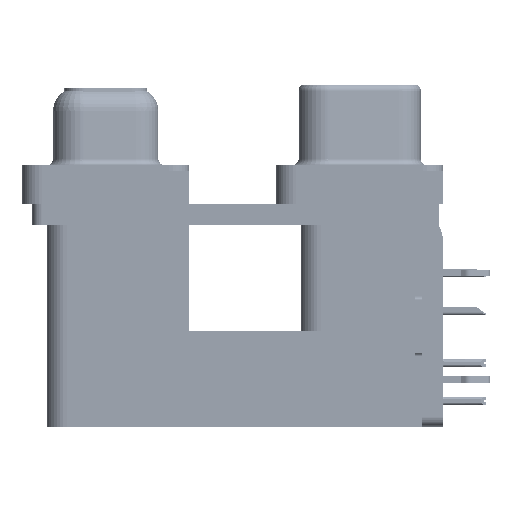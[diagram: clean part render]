
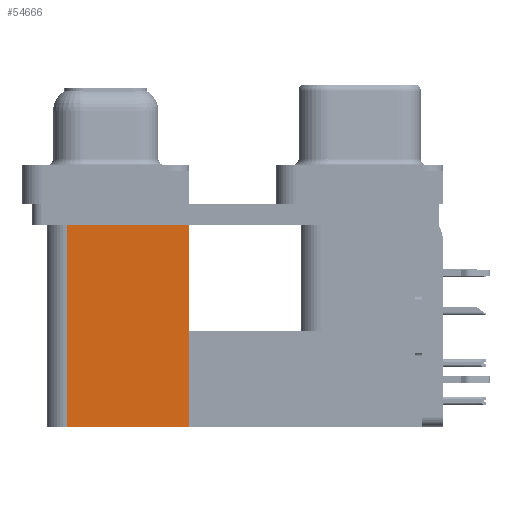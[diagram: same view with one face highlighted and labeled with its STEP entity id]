
A CAD part, left-side view. The second image highlights one B-rep face of the part: STEP entity #54666.
In plain terms, the highlighted planar face has unit normal (-1, 0, 0).
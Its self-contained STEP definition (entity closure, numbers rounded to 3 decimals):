
#3492 = CARTESIAN_POINT ( 'NONE',  ( 3.79, 12.775, -19.2 ) ) ;
#4276 = VERTEX_POINT ( 'NONE', #11636 ) ;
#6826 = AXIS2_PLACEMENT_3D ( 'NONE', #36629, #69006, #69356 ) ;
#10278 = LINE ( 'NONE', #59007, #53256 ) ;
#10635 = DIRECTION ( 'NONE',  ( 0., 1., 0. ) ) ;
#11636 = CARTESIAN_POINT ( 'NONE',  ( 3.79, 21.975, -2.5 ) ) ;
#13992 = VECTOR ( 'NONE', #58265, 1000. ) ;
#14280 = VERTEX_POINT ( 'NONE', #42708 ) ;
#15017 = LINE ( 'NONE', #20361, #21820 ) ;
#15402 = CARTESIAN_POINT ( 'NONE',  ( 3.79, 21.975, -19.2 ) ) ;
#19949 = FACE_OUTER_BOUND ( 'NONE', #54264, .T. ) ;
#20361 = CARTESIAN_POINT ( 'NONE',  ( 3.79, 12.775, -19.2 ) ) ;
#21820 = VECTOR ( 'NONE', #46674, 1000. ) ;
#26958 = ORIENTED_EDGE ( 'NONE', *, *, #52177, .F. ) ;
#27699 = ORIENTED_EDGE ( 'NONE', *, *, #53752, .T. ) ;
#35174 = ORIENTED_EDGE ( 'NONE', *, *, #50397, .T. ) ;
#36629 = CARTESIAN_POINT ( 'NONE',  ( 3.79, 12.775, -19.2 ) ) ;
#42014 = CARTESIAN_POINT ( 'NONE',  ( 3.79, 21.975, -19.2 ) ) ;
#42708 = CARTESIAN_POINT ( 'NONE',  ( 3.79, 12.775, -2.5 ) ) ;
#44511 = ORIENTED_EDGE ( 'NONE', *, *, #47175, .F. ) ;
#46022 = VERTEX_POINT ( 'NONE', #52999 ) ;
#46674 = DIRECTION ( 'NONE',  ( 0., 1., 0. ) ) ;
#47175 = EDGE_CURVE ( 'NONE', #46022, #54384, #15017, .T. ) ;
#50397 = EDGE_CURVE ( 'NONE', #46022, #14280, #62923, .T. ) ;
#50638 = VECTOR ( 'NONE', #63706, 1000. ) ;
#52177 = EDGE_CURVE ( 'NONE', #54384, #4276, #53028, .T. ) ;
#52999 = CARTESIAN_POINT ( 'NONE',  ( 3.79, 12.775, -19.2 ) ) ;
#53028 = LINE ( 'NONE', #42014, #50638 ) ;
#53256 = VECTOR ( 'NONE', #10635, 1000. ) ;
#53752 = EDGE_CURVE ( 'NONE', #14280, #4276, #10278, .T. ) ;
#54264 = EDGE_LOOP ( 'NONE', ( #27699, #26958, #44511, #35174 ) ) ;
#54384 = VERTEX_POINT ( 'NONE', #15402 ) ;
#54666 = ADVANCED_FACE ( 'NONE', ( #19949 ), #57990, .F. ) ;
#57990 = PLANE ( 'NONE',  #6826 ) ;
#58265 = DIRECTION ( 'NONE',  ( 0., 0., 1. ) ) ;
#59007 = CARTESIAN_POINT ( 'NONE',  ( 3.79, 12.775, -2.5 ) ) ;
#62923 = LINE ( 'NONE', #3492, #13992 ) ;
#63706 = DIRECTION ( 'NONE',  ( 0., 0., 1. ) ) ;
#69006 = DIRECTION ( 'NONE',  ( 1., 0., 0. ) ) ;
#69356 = DIRECTION ( 'NONE',  ( 0., 1., 0. ) ) ;
